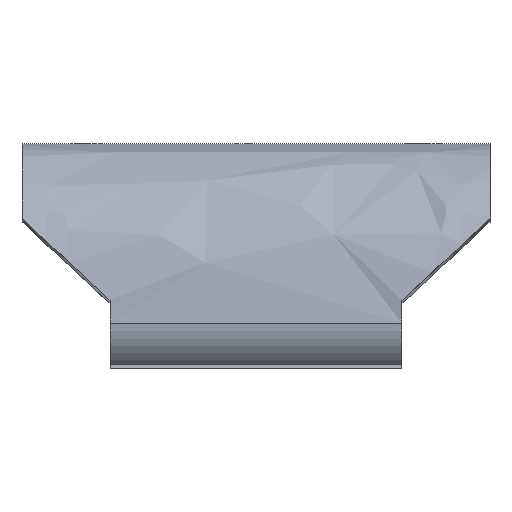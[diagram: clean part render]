
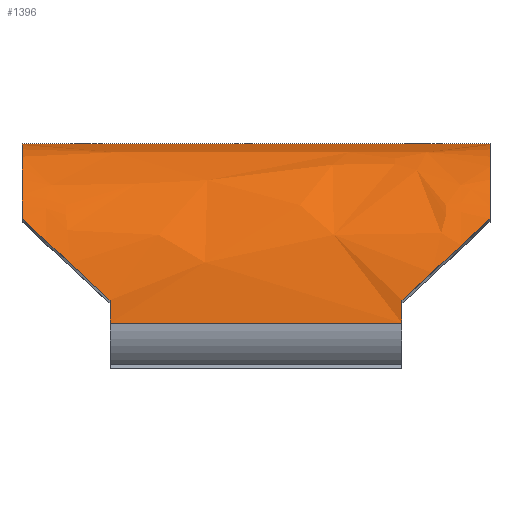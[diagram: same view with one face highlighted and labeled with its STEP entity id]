
A CAD part, top view. The second image highlights one B-rep face of the part: STEP entity #1396.
In plain terms, the highlighted free-form (B-spline) face has degree [3, 1] with [4, 2] control points.
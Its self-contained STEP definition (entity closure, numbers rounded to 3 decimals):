
#2 = CARTESIAN_POINT ( 'NONE',  ( 28., 7., 100. ) ) ;
#3 = CARTESIAN_POINT ( 'NONE',  ( 17.47, -11.75, 115.869 ) ) ;
#42 = VERTEX_POINT ( 'NONE', #1743 ) ;
#65 = ORIENTED_EDGE ( 'NONE', *, *, #353, .F. ) ;
#68 = CARTESIAN_POINT ( 'NONE',  ( 28., -2., 113.018 ) ) ;
#93 = CARTESIAN_POINT ( 'NONE',  ( -17.47, -12.662, 115.956 ) ) ;
#110 = B_SPLINE_CURVE_WITH_KNOTS ( 'NONE', 3,
 ( #471, #287, #1231, #1005, #842, #641, #1195, #1954 ),
 .UNSPECIFIED., .F., .F.,
 ( 4, 2, 2, 4 ),
 ( 0., 0.004, 0.007, 0.015 ),
 .UNSPECIFIED. ) ;
#151 = CARTESIAN_POINT ( 'NONE',  ( -26.307, -3.567, 113.851 ) ) ;
#159 = B_SPLINE_CURVE_WITH_KNOTS ( 'NONE', 3,
 ( #1950, #1747, #2156, #330, #1050, #723, #151, #2119 ),
 .UNSPECIFIED., .F., .F.,
 ( 4, 2, 2, 4 ),
 ( 0., 0.004, 0.007, 0.015 ),
 .UNSPECIFIED. ) ;
#205 = CARTESIAN_POINT ( 'NONE',  ( -28., 7., 100. ) ) ;
#223 = VECTOR ( 'NONE', #821, 1000. ) ;
#228 = ORIENTED_EDGE ( 'NONE', *, *, #2274, .F. ) ;
#261 = CARTESIAN_POINT ( 'NONE',  ( 28., 7., 105.269 ) ) ;
#262 = CARTESIAN_POINT ( 'NONE',  ( -17.47, -14.5, 116. ) ) ;
#287 = CARTESIAN_POINT ( 'NONE',  ( 27.154, -2.783, 113.434 ) ) ;
#330 = CARTESIAN_POINT ( 'NONE',  ( -21.043, -8.442, 115.365 ) ) ;
#353 = EDGE_CURVE ( 'NONE', #2134, #427, #2328, .T. ) ;
#371 = CARTESIAN_POINT ( 'NONE',  ( -28., -1.906, 116. ) ) ;
#403 = CARTESIAN_POINT ( 'NONE',  ( 28., -14.5, 116. ) ) ;
#423 = ORIENTED_EDGE ( 'NONE', *, *, #803, .F. ) ;
#427 = VERTEX_POINT ( 'NONE', #2261 ) ;
#448 = DIRECTION ( 'NONE',  ( 1., 0., 0. ) ) ;
#460 = LINE ( 'NONE', #1912, #223 ) ;
#471 = CARTESIAN_POINT ( 'NONE',  ( 28., -2., 113.018 ) ) ;
#564 = CARTESIAN_POINT ( 'NONE',  ( -28., 7., 100. ) ) ;
#641 = CARTESIAN_POINT ( 'NONE',  ( 21.043, -8.442, 115.407 ) ) ;
#712 = CARTESIAN_POINT ( 'NONE',  ( 28., 7., 109.373 ) ) ;
#723 = CARTESIAN_POINT ( 'NONE',  ( -24.575, -5.171, 114.474 ) ) ;
#725 =( BOUNDED_CURVE ( )  B_SPLINE_CURVE ( 3, ( #205, #1650, #1660, #1626 ),
 .UNSPECIFIED., .F., .F. ) 
 B_SPLINE_CURVE_WITH_KNOTS ( ( 4, 4 ),
 ( 0., 0.95 ),
 .UNSPECIFIED. ) 
 CURVE ( )  GEOMETRIC_REPRESENTATION_ITEM ( )  RATIONAL_B_SPLINE_CURVE ( ( 1., 0.926, 0.926, 1. ) ) 
 REPRESENTATION_ITEM ( '' )  );
#737 = VERTEX_POINT ( 'NONE', #2032 ) ;
#768 = EDGE_CURVE ( 'NONE', #2153, #1136, #2014, .T. ) ;
#785 = CARTESIAN_POINT ( 'NONE',  ( 28., 3.761, 109.954 ) ) ;
#791 = CARTESIAN_POINT ( 'NONE',  ( 17.47, -14.5, 116. ) ) ;
#803 = EDGE_CURVE ( 'NONE', #737, #2134, #460, .T. ) ;
#810 = CARTESIAN_POINT ( 'NONE',  ( 28., -2., 113.018 ) ) ;
#821 = DIRECTION ( 'NONE',  ( -1., 0., 0. ) ) ;
#842 = CARTESIAN_POINT ( 'NONE',  ( 23.687, -5.994, 114.709 ) ) ;
#1005 = CARTESIAN_POINT ( 'NONE',  ( 24.564, -5.182, 114.435 ) ) ;
#1050 = CARTESIAN_POINT ( 'NONE',  ( -21.932, -7.619, 115.172 ) ) ;
#1055 = CARTESIAN_POINT ( 'NONE',  ( 17.47, -11.75, 115.869 ) ) ;
#1136 = VERTEX_POINT ( 'NONE', #68 ) ;
#1193 = EDGE_CURVE ( 'NONE', #1961, #2153, #2253, .T. ) ;
#1195 = CARTESIAN_POINT ( 'NONE',  ( 19.264, -10.089, 115.709 ) ) ;
#1216 = VECTOR ( 'NONE', #448, 1000. ) ;
#1231 = CARTESIAN_POINT ( 'NONE',  ( 26.297, -3.577, 113.798 ) ) ;
#1291 =( BOUNDED_CURVE ( )  B_SPLINE_CURVE ( 3, ( #3, #2093, #1700, #791 ),
 .UNSPECIFIED., .F., .T. ) 
 B_SPLINE_CURVE_WITH_KNOTS ( ( 4, 4 ),
 ( 1.443, 1.571 ),
 .UNSPECIFIED. ) 
 CURVE ( )  GEOMETRIC_REPRESENTATION_ITEM ( )  RATIONAL_B_SPLINE_CURVE ( ( 1., 0.999, 0.999, 1. ) ) 
 REPRESENTATION_ITEM ( '' )  );
#1344 = CARTESIAN_POINT ( 'NONE',  ( -28., 7., 100. ) ) ;
#1350 = VERTEX_POINT ( 'NONE', #1055 ) ;
#1379 = EDGE_CURVE ( 'NONE', #1961, #42, #725, .T. ) ;
#1396 = ADVANCED_FACE ( 'NONE', ( #2181 ), #2248, .F. ) ;
#1482 = CARTESIAN_POINT ( 'NONE',  ( -28., 7., 100. ) ) ;
#1549 = CARTESIAN_POINT ( 'NONE',  ( 28., 7., 100. ) ) ;
#1613 = ORIENTED_EDGE ( 'NONE', *, *, #1193, .F. ) ;
#1626 = CARTESIAN_POINT ( 'NONE',  ( -28., -2., 113.018 ) ) ;
#1650 = CARTESIAN_POINT ( 'NONE',  ( -28., 7., 105.269 ) ) ;
#1660 = CARTESIAN_POINT ( 'NONE',  ( -28., 3.761, 109.954 ) ) ;
#1674 = CARTESIAN_POINT ( 'NONE',  ( -17.47, -11.75, 115.869 ) ) ;
#1700 = CARTESIAN_POINT ( 'NONE',  ( 17.47, -13.58, 116. ) ) ;
#1705 = CARTESIAN_POINT ( 'NONE',  ( 28., 7., 100. ) ) ;
#1743 = CARTESIAN_POINT ( 'NONE',  ( -28., -2., 113.018 ) ) ;
#1744 = ORIENTED_EDGE ( 'NONE', *, *, #1379, .T. ) ;
#1747 = CARTESIAN_POINT ( 'NONE',  ( -18.367, -10.919, 115.789 ) ) ;
#1818 = CARTESIAN_POINT ( 'NONE',  ( -28., -14.5, 116. ) ) ;
#1826 = EDGE_LOOP ( 'NONE', ( #1906, #2325, #1613, #1744, #228, #65, #423, #1857 ) ) ;
#1857 = ORIENTED_EDGE ( 'NONE', *, *, #2046, .F. ) ;
#1887 = EDGE_CURVE ( 'NONE', #1136, #1350, #110, .T. ) ;
#1901 = CARTESIAN_POINT ( 'NONE',  ( -17.47, -13.58, 116. ) ) ;
#1906 = ORIENTED_EDGE ( 'NONE', *, *, #1887, .F. ) ;
#1912 = CARTESIAN_POINT ( 'NONE',  ( 28., -14.5, 116. ) ) ;
#1950 = CARTESIAN_POINT ( 'NONE',  ( -17.47, -11.75, 115.869 ) ) ;
#1954 = CARTESIAN_POINT ( 'NONE',  ( 17.47, -11.75, 115.869 ) ) ;
#1961 = VERTEX_POINT ( 'NONE', #564 ) ;
#1996 = CARTESIAN_POINT ( 'NONE',  ( -28., 7., 109.373 ) ) ;
#2014 =( BOUNDED_CURVE ( )  B_SPLINE_CURVE ( 3, ( #1705, #261, #785, #810 ),
 .UNSPECIFIED., .F., .T. ) 
 B_SPLINE_CURVE_WITH_KNOTS ( ( 4, 4 ),
 ( 0., 0.95 ),
 .UNSPECIFIED. ) 
 CURVE ( )  GEOMETRIC_REPRESENTATION_ITEM ( )  RATIONAL_B_SPLINE_CURVE ( ( 1., 0.926, 0.926, 1. ) ) 
 REPRESENTATION_ITEM ( '' )  );
#2032 = CARTESIAN_POINT ( 'NONE',  ( 17.47, -14.5, 116. ) ) ;
#2046 = EDGE_CURVE ( 'NONE', #1350, #737, #1291, .T. ) ;
#2093 = CARTESIAN_POINT ( 'NONE',  ( 17.47, -12.662, 115.956 ) ) ;
#2119 = CARTESIAN_POINT ( 'NONE',  ( -28., -2., 113.018 ) ) ;
#2134 = VERTEX_POINT ( 'NONE', #2259 ) ;
#2153 = VERTEX_POINT ( 'NONE', #1549 ) ;
#2156 = CARTESIAN_POINT ( 'NONE',  ( -19.261, -10.092, 115.673 ) ) ;
#2181 = FACE_OUTER_BOUND ( 'NONE', #1826, .T. ) ;
#2191 = CARTESIAN_POINT ( 'NONE',  ( 28., -1.906, 116. ) ) ;
#2248 =( BOUNDED_SURFACE ( )  B_SPLINE_SURFACE ( 3, 1, ( 
 ( #2, #1482 ),
 ( #712, #1996 ),
 ( #2191, #371 ),
 ( #403, #1818 ) ),
 .UNSPECIFIED., .F., .F., .F. ) 
 B_SPLINE_SURFACE_WITH_KNOTS ( ( 4, 4 ),
 ( 2, 2 ),
 ( 0., 1. ),
 ( 0., 1. ),
 .UNSPECIFIED. ) 
 GEOMETRIC_REPRESENTATION_ITEM ( )  RATIONAL_B_SPLINE_SURFACE ( (
 ( 1., 1.),
 ( 0.805, 0.805),
 ( 0.805, 0.805),
 ( 1., 1.) ) ) 
 REPRESENTATION_ITEM ( '' )  SURFACE ( )  );
#2253 = LINE ( 'NONE', #1344, #1216 ) ;
#2259 = CARTESIAN_POINT ( 'NONE',  ( -17.47, -14.5, 116. ) ) ;
#2261 = CARTESIAN_POINT ( 'NONE',  ( -17.47, -11.75, 115.869 ) ) ;
#2274 = EDGE_CURVE ( 'NONE', #427, #42, #159, .T. ) ;
#2325 = ORIENTED_EDGE ( 'NONE', *, *, #768, .F. ) ;
#2328 =( BOUNDED_CURVE ( )  B_SPLINE_CURVE ( 3, ( #262, #1901, #93, #1674 ),
 .UNSPECIFIED., .F., .T. ) 
 B_SPLINE_CURVE_WITH_KNOTS ( ( 4, 4 ),
 ( 4.712, 4.841 ),
 .UNSPECIFIED. ) 
 CURVE ( )  GEOMETRIC_REPRESENTATION_ITEM ( )  RATIONAL_B_SPLINE_CURVE ( ( 1., 0.999, 0.999, 1. ) ) 
 REPRESENTATION_ITEM ( '' )  );
